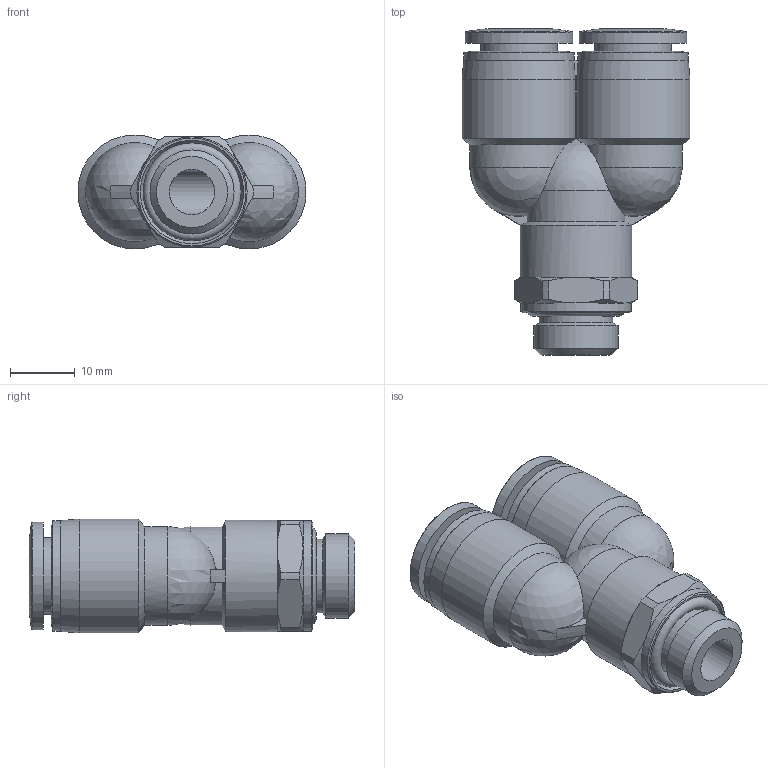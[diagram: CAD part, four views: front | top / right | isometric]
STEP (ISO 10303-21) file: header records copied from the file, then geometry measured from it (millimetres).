
FILE_DESCRIPTION((''),'2;1');
FILE_NAME('CDC Products 3D Ass''PWT10-G02.stp','2010-07-06T10:20:09',('Microsoft'),(''),'Autodesk Inventor 2008','Autodesk Inventor 2008','');
FILE_SCHEMA(('AUTOMOTIVE_DESIGN { 1 0 10303 214 1 1 1 1 }'));
Length unit declared in the file: millimetre
Products named in the file (1): PWT10-G02
Bounding box: 35.14 x 50.25 x 17.57 mm (x, y, z)
Volume: 11156.2 mm3; surface area: 7627.6 mm2
Topology: 2 solids, 2 shells, 95 faces, 231 edges, 138 vertices
Faces by surface type: bspline 24, cylinder 22, cone 22, plane 20, torus 4, sphere 3
Full cylindrical faces by diameter (mm): 7 x3, 10.3 x1, 11.3 x2, 11.8 x1, 12.95 x1, 16.6 x1, 17 x2, 17.2 x1
Entity records: 3049 total; most frequent: CARTESIAN_POINT 1143, DIRECTION 386, ORIENTED_EDGE 366, EDGE_CURVE 183, AXIS2_PLACEMENT_3D 181, EDGE_LOOP 142, VERTEX_POINT 131, CIRCLE 107
